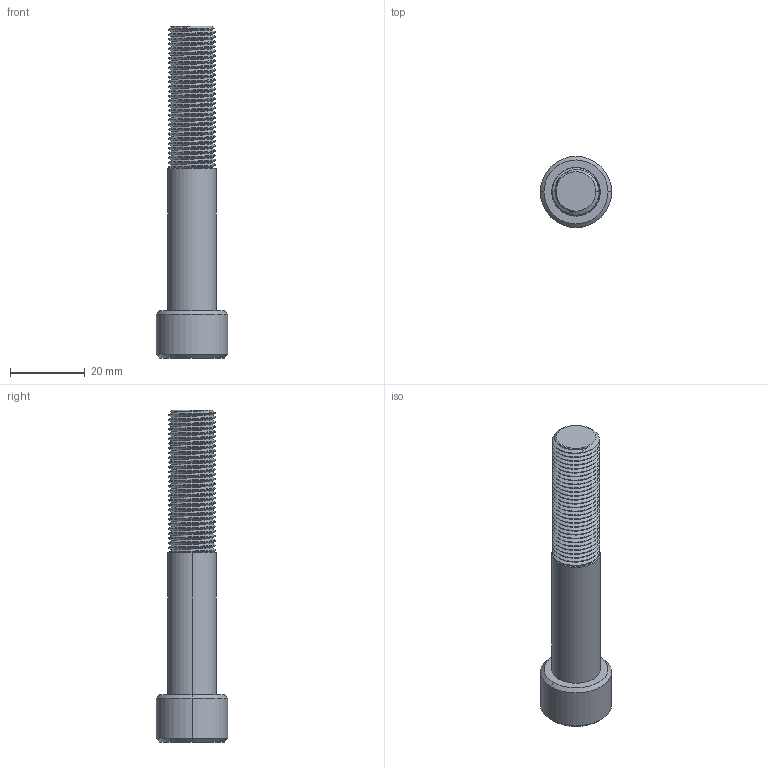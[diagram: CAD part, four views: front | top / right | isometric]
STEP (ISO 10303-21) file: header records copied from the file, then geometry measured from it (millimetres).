
FILE_DESCRIPTION (( 'STEP AP203' ), '1' );
FILE_NAME ('90128A856_Zinc-Plated Alloy Steel Socket Head Screw.STEP', '2021-07-09T13:51:32', ( 'Administrator' ), ( 'Managed by Terraform' ), 'SwSTEP 2.0', 'SolidWorks 2017', '' );
FILE_SCHEMA (( 'CONFIG_CONTROL_DESIGN' ));
Length unit declared in the file: inch
Products named in the file (1): 90128A856_Zinc-Plated Alloy Steel Socket Head Screw
Bounding box: 19.05 x 19.05 x 88.9 mm (x, y, z)
Volume: 12244.9 mm3; surface area: 5497.2 mm2
Topology: 1 solids, 1 shells, 153 faces, 429 edges, 280 vertices
Faces by surface type: cylinder 125, cone 15, plane 11, bspline 2
Entity records: 9273 total; most frequent: CARTESIAN_POINT 5994, ORIENTED_EDGE 858, DIRECTION 504, EDGE_CURVE 429, VERTEX_POINT 280, AXIS2_PLACEMENT_3D 180, EDGE_LOOP 155, FACE_OUTER_BOUND 153
